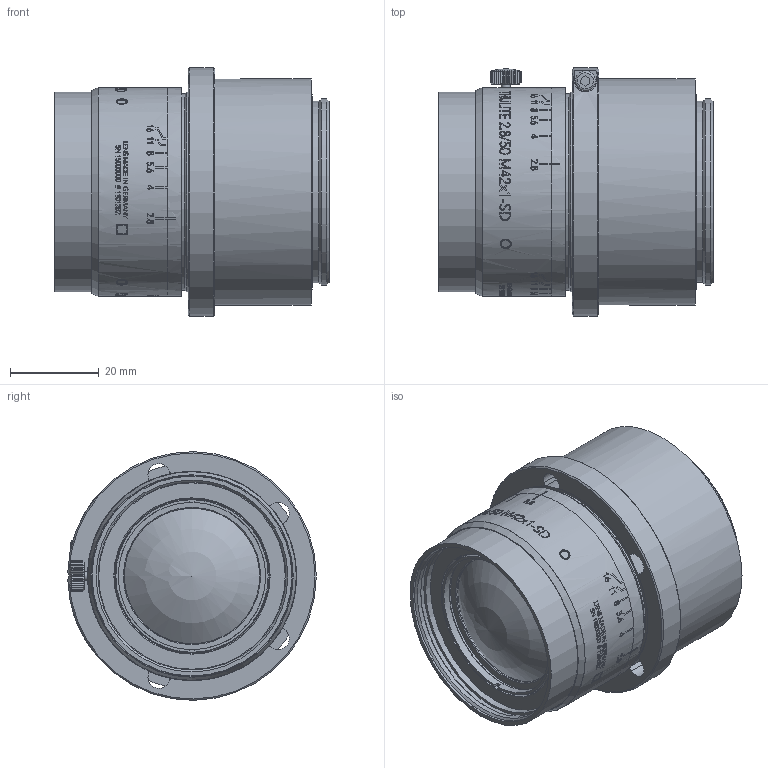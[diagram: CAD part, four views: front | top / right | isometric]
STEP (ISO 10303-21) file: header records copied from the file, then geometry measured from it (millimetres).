
FILE_DESCRIPTION(/* description */ (''),/* implementation_level */ '2;1');
FILE_NAME(/* name */ '1101282_00167163_001.stp',/* time_stamp */ '2022-01-19T10:25:19+01:00',/* author */ (''),/* organization */ (''),/* preprocessor_version */ 'ST-DEVELOPER v16',/* originating_system */ 'SIEMENS PLM Software NX 10.0',/* authorisation */ '');
FILE_SCHEMA (('AP203_CONFIGURATION_CONTROLLED_3D_DESIGN_OF_MECHANICAL_PARTS_AND_ASSEMBLIES_MIM_LF { 1 0 10303 403 2 1 2}'));
Length unit declared in the file: millimetre
Products named in the file (1): Guge4F909336y24i
Bounding box: 61.83 x 55.99 x 55.99 mm (x, y, z)
Volume: 101873.2 mm3; surface area: 22587.8 mm2
Topology: 1 solids, 2 shells, 398 faces, 1533 edges, 1305 vertices
Faces by surface type: cylinder 230, plane 137, cone 26, sphere 3, torus 2
Full cylindrical faces by diameter (mm): 2 x1, 2.05 x4, 2.5 x1, 2.8 x1, 4.5 x1, 30.5 x1, 33.2 x1, 34 x1, 34.1 x1, 34.3 x1, 35 x1, 35.2 x1, 36.2 x1, 36.998 x1, 37.3 x1, 38.2 x1, 39.4 x1, 39.6 x1, 40.8 x1, 42 x2, 42.3 x1, 43.2 x2, 44.3 x1, 45 x2, 45.3 x1, 46.2 x1, 47 x1, 47.04 x2, 51 x1
Entity records: 19634 total; most frequent: CARTESIAN_POINT 8301, ORIENTED_EDGE 2881, EDGE_CURVE 1443, DIRECTION 1352, VERTEX_POINT 1277, B_SPLINE_CURVE_WITH_KNOTS 1027, EDGE_LOOP 650, AXIS2_PLACEMENT_3D 575
